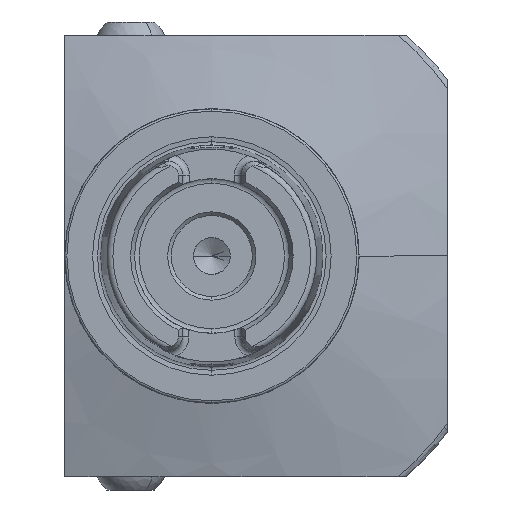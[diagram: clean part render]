
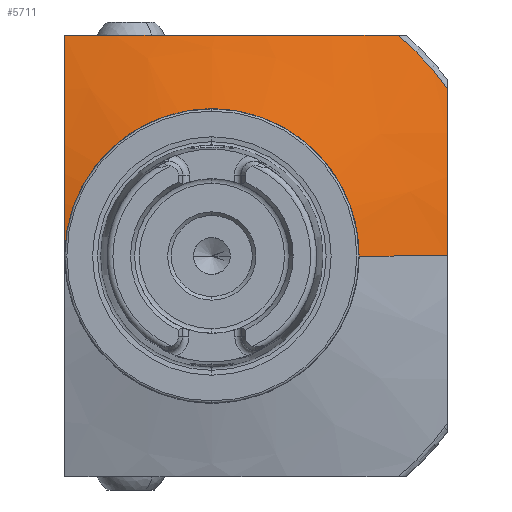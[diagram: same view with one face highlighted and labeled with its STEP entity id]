
A CAD part, left-side view. The second image highlights one B-rep face of the part: STEP entity #5711.
In plain terms, the highlighted conical face has half-angle 75 degrees and reference radius 39.259 mm.
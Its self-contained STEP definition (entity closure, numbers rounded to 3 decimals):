
#149 = CARTESIAN_POINT ( 'NONE',  ( 39.153, -32., 0. ) ) ;
#186 = ORIENTED_EDGE ( 'NONE', *, *, #2888, .F. ) ;
#276 = LINE ( 'NONE', #6153, #8563 ) ;
#291 = VERTEX_POINT ( 'NONE', #7412 ) ;
#337 = DIRECTION ( 'NONE',  ( 1., 0., 0. ) ) ;
#430 = CARTESIAN_POINT ( 'NONE',  ( 38.605, -0.837, 30. ) ) ;
#439 = CARTESIAN_POINT ( 'NONE',  ( 40.535, -32., 18.962 ) ) ;
#585 = FACE_OUTER_BOUND ( 'NONE', #9515, .T. ) ;
#729 = CARTESIAN_POINT ( 'NONE',  ( 39.691, 20., 27.536 ) ) ;
#733 = CARTESIAN_POINT ( 'NONE',  ( 35.199, -17.241, 0. ) ) ;
#762 = CARTESIAN_POINT ( 'NONE',  ( 39.16, 20., 25.067 ) ) ;
#795 = CARTESIAN_POINT ( 'NONE',  ( 40.24, 20., 30. ) ) ;
#916 = EDGE_CURVE ( 'NONE', #3832, #7536, #6297, .T. ) ;
#1152 = CARTESIAN_POINT ( 'NONE',  ( 41.098, -32., 22.743 ) ) ;
#1193 = B_SPLINE_CURVE_WITH_KNOTS ( 'NONE', 3,
 ( #795, #729, #762, #7140, #3122, #2327, #7232, #3956, #8769, #2392 ),
 .UNSPECIFIED., .F., .F.,
 ( 4, 2, 2, 2, 4 ),
 ( 0.088, 0.095, 0.103, 0.11, 0.118 ),
 .UNSPECIFIED. ) ;
#1196 = CARTESIAN_POINT ( 'NONE',  ( 39.882, -17.805, 30. ) ) ;
#1836 = ORIENTED_EDGE ( 'NONE', *, *, #4234, .T. ) ;
#1856 = VECTOR ( 'NONE', #8321, 1000. ) ;
#1866 = B_SPLINE_CURVE_WITH_KNOTS ( 'NONE', 3,
 ( #7736, #6865, #2918, #2156, #8558, #439, #8590, #3671 ),
 .UNSPECIFIED., .F., .F.,
 ( 4, 2, 2, 4 ),
 ( 0.062, 0.073, 0.079, 0.085 ),
 .UNSPECIFIED. ) ;
#1923 = CIRCLE ( 'NONE', #2736, 17.241 ) ;
#1975 = CARTESIAN_POINT ( 'NONE',  ( 40.449, -21.567, 30. ) ) ;
#2090 = ORIENTED_EDGE ( 'NONE', *, *, #8358, .T. ) ;
#2156 = CARTESIAN_POINT ( 'NONE',  ( 39.849, -32., 13.269 ) ) ;
#2327 = CARTESIAN_POINT ( 'NONE',  ( 36.895, 20., 12.633 ) ) ;
#2392 = CARTESIAN_POINT ( 'NONE',  ( 35.938, 20., 0. ) ) ;
#2407 = EDGE_CURVE ( 'NONE', #291, #4386, #1193, .T. ) ;
#2691 = VERTEX_POINT ( 'NONE', #8148 ) ;
#2736 = AXIS2_PLACEMENT_3D ( 'NONE', #9223, #337, #7559 ) ;
#2742 = B_SPLINE_CURVE_WITH_KNOTS ( 'NONE', 3,
 ( #6747, #1975, #1196, #4409, #8370, #430, #3461, #9105, #4342, #8337, #8405, #4272, #9950, #7554 ),
 .UNSPECIFIED., .F., .F.,
 ( 4, 2, 2, 2, 2, 2, 4 ),
 ( 0.039, 0.051, 0.062, 0.068, 0.074, 0.079, 0.085 ),
 .UNSPECIFIED. ) ;
#2870 = DIRECTION ( 'NONE',  ( 0.259, 0.966, 0. ) ) ;
#2888 = EDGE_CURVE ( 'NONE', #2691, #4386, #276, .T. ) ;
#2918 = CARTESIAN_POINT ( 'NONE',  ( 39.338, -32., 7.579 ) ) ;
#3122 = CARTESIAN_POINT ( 'NONE',  ( 37.703, 20., 17.63 ) ) ;
#3397 = CARTESIAN_POINT ( 'NONE',  ( 41.098, 0., 0. ) ) ;
#3461 = CARTESIAN_POINT ( 'NONE',  ( 38.606, 1.053, 30. ) ) ;
#3516 = AXIS2_PLACEMENT_3D ( 'NONE', #3397, #9873, #7531 ) ;
#3525 = AXIS2_PLACEMENT_3D ( 'NONE', #7993, #8855, #7185 ) ;
#3671 = CARTESIAN_POINT ( 'NONE',  ( 41.098, -32., 22.743 ) ) ;
#3832 = VERTEX_POINT ( 'NONE', #8876 ) ;
#3878 = CARTESIAN_POINT ( 'NONE',  ( 35.938, 20., 0. ) ) ;
#3956 = CARTESIAN_POINT ( 'NONE',  ( 36.069, 20., 5.046 ) ) ;
#4234 = EDGE_CURVE ( 'NONE', #7818, #7536, #1866, .T. ) ;
#4272 = CARTESIAN_POINT ( 'NONE',  ( 39.705, 16.218, 30. ) ) ;
#4342 = CARTESIAN_POINT ( 'NONE',  ( 38.803, 6.732, 30. ) ) ;
#4386 = VERTEX_POINT ( 'NONE', #3878 ) ;
#4409 = CARTESIAN_POINT ( 'NONE',  ( 39.026, -10.275, 30. ) ) ;
#4599 = EDGE_CURVE ( 'NONE', #3832, #291, #2742, .T. ) ;
#5034 = ORIENTED_EDGE ( 'NONE', *, *, #916, .F. ) ;
#5711 = ADVANCED_FACE ( 'NONE', ( #585 ), #8239, .T. ) ;
#6153 = CARTESIAN_POINT ( 'NONE',  ( 41.098, 39.259, 0. ) ) ;
#6297 = CIRCLE ( 'NONE', #3525, 39.259 ) ;
#6428 = EDGE_CURVE ( 'NONE', #2691, #7854, #1923, .T. ) ;
#6747 = CARTESIAN_POINT ( 'NONE',  ( 41.098, -25.323, 30. ) ) ;
#6865 = CARTESIAN_POINT ( 'NONE',  ( 39.153, -32., 3.788 ) ) ;
#7140 = CARTESIAN_POINT ( 'NONE',  ( 38.167, 20., 20.114 ) ) ;
#7185 = DIRECTION ( 'NONE',  ( 0., 1., 0. ) ) ;
#7232 = CARTESIAN_POINT ( 'NONE',  ( 36.551, 20., 10.12 ) ) ;
#7390 = CARTESIAN_POINT ( 'NONE',  ( 41.098, -39.259, 0. ) ) ;
#7412 = CARTESIAN_POINT ( 'NONE',  ( 40.24, 20., 30. ) ) ;
#7531 = DIRECTION ( 'NONE',  ( 0., 1., 0. ) ) ;
#7536 = VERTEX_POINT ( 'NONE', #1152 ) ;
#7554 = CARTESIAN_POINT ( 'NONE',  ( 40.24, 20., 30. ) ) ;
#7559 = DIRECTION ( 'NONE',  ( 0., 1., 0. ) ) ;
#7736 = CARTESIAN_POINT ( 'NONE',  ( 39.153, -32., 0. ) ) ;
#7818 = VERTEX_POINT ( 'NONE', #149 ) ;
#7854 = VERTEX_POINT ( 'NONE', #733 ) ;
#7993 = CARTESIAN_POINT ( 'NONE',  ( 41.098, 0., 0. ) ) ;
#8148 = CARTESIAN_POINT ( 'NONE',  ( 35.199, 17.241, 0. ) ) ;
#8239 = CONICAL_SURFACE ( 'NONE', #3516, 39.259, 1.309 ) ;
#8321 = DIRECTION ( 'NONE',  ( 0.259, -0.966, 0. ) ) ;
#8337 = CARTESIAN_POINT ( 'NONE',  ( 39.084, 10.523, 30. ) ) ;
#8358 = EDGE_CURVE ( 'NONE', #7854, #7818, #9677, .T. ) ;
#8370 = CARTESIAN_POINT ( 'NONE',  ( 38.742, -6.504, 30. ) ) ;
#8405 = CARTESIAN_POINT ( 'NONE',  ( 39.267, 12.421, 30. ) ) ;
#8554 = ORIENTED_EDGE ( 'NONE', *, *, #4599, .T. ) ;
#8558 = CARTESIAN_POINT ( 'NONE',  ( 40.057, -32., 15.166 ) ) ;
#8563 = VECTOR ( 'NONE', #2870, 1000. ) ;
#8590 = CARTESIAN_POINT ( 'NONE',  ( 40.805, -32., 20.856 ) ) ;
#8769 = CARTESIAN_POINT ( 'NONE',  ( 35.938, 20., 2.516 ) ) ;
#8806 = ORIENTED_EDGE ( 'NONE', *, *, #6428, .T. ) ;
#8855 = DIRECTION ( 'NONE',  ( 1., 0., 0. ) ) ;
#8876 = CARTESIAN_POINT ( 'NONE',  ( 41.098, -25.323, 30. ) ) ;
#9008 = ORIENTED_EDGE ( 'NONE', *, *, #2407, .T. ) ;
#9105 = CARTESIAN_POINT ( 'NONE',  ( 38.706, 4.838, 30. ) ) ;
#9223 = CARTESIAN_POINT ( 'NONE',  ( 35.199, 0., 0. ) ) ;
#9515 = EDGE_LOOP ( 'NONE', ( #8806, #2090, #1836, #5034, #8554, #9008, #186 ) ) ;
#9677 = LINE ( 'NONE', #7390, #1856 ) ;
#9873 = DIRECTION ( 'NONE',  ( 1., 0., 0. ) ) ;
#9950 = CARTESIAN_POINT ( 'NONE',  ( 39.959, 18.113, 30. ) ) ;
